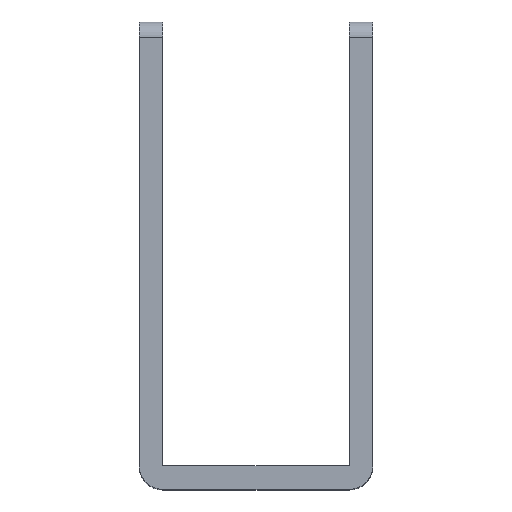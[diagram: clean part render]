
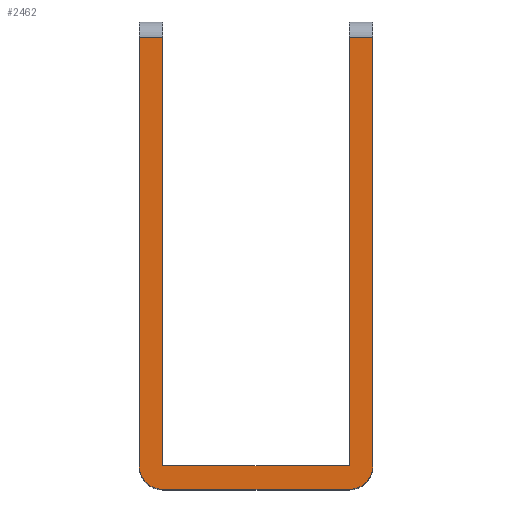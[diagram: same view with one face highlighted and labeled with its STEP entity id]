
A CAD part, top view. The second image highlights one B-rep face of the part: STEP entity #2462.
In plain terms, the highlighted planar face has unit normal (0, 0, 1).
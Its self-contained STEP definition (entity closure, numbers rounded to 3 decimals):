
#1 = LINE ( 'NONE', #1940, #1165 ) ;
#12 = CARTESIAN_POINT ( 'NONE',  ( -15., 3., 24. ) ) ;
#50 = DIRECTION ( 'NONE',  ( 0., 0., 1. ) ) ;
#101 = EDGE_CURVE ( 'NONE', #2342, #970, #2066, .T. ) ;
#132 = LINE ( 'NONE', #2161, #1819 ) ;
#274 = DIRECTION ( 'NONE',  ( 0., 1., 0. ) ) ;
#286 = AXIS2_PLACEMENT_3D ( 'NONE', #1431, #50, #1666 ) ;
#302 = CARTESIAN_POINT ( 'NONE',  ( -12., 65., 24. ) ) ;
#304 = LINE ( 'NONE', #2016, #1973 ) ;
#329 = ORIENTED_EDGE ( 'NONE', *, *, #343, .T. ) ;
#343 = EDGE_CURVE ( 'NONE', #1013, #1041, #1, .T. ) ;
#360 = ORIENTED_EDGE ( 'NONE', *, *, #1442, .T. ) ;
#431 = LINE ( 'NONE', #1879, #915 ) ;
#436 = AXIS2_PLACEMENT_3D ( 'NONE', #1811, #1374, #2831 ) ;
#438 = CARTESIAN_POINT ( 'NONE',  ( 12., 0., 24. ) ) ;
#453 = ORIENTED_EDGE ( 'NONE', *, *, #1896, .T. ) ;
#631 = EDGE_LOOP ( 'NONE', ( #1456, #1965, #1086, #1318, #2600, #2315, #2214, #329, #453, #360 ) ) ;
#642 = CARTESIAN_POINT ( 'NONE',  ( -12., 3., 24. ) ) ;
#683 = PLANE ( 'NONE',  #436 ) ;
#722 = CARTESIAN_POINT ( 'NONE',  ( 12., 58., 24. ) ) ;
#736 = CIRCLE ( 'NONE', #1102, 3. ) ;
#805 = LINE ( 'NONE', #2163, #1924 ) ;
#861 = CARTESIAN_POINT ( 'NONE',  ( -12., 3., 24. ) ) ;
#862 = DIRECTION ( 'NONE',  ( 0., -1., 0. ) ) ;
#883 = DIRECTION ( 'NONE',  ( -1., 0., 0. ) ) ;
#901 = VECTOR ( 'NONE', #1732, 1000. ) ;
#915 = VECTOR ( 'NONE', #274, 1000. ) ;
#933 = VERTEX_POINT ( 'NONE', #1142 ) ;
#937 = CARTESIAN_POINT ( 'NONE',  ( -12., 0., 24. ) ) ;
#970 = VERTEX_POINT ( 'NONE', #2024 ) ;
#1013 = VERTEX_POINT ( 'NONE', #2044 ) ;
#1041 = VERTEX_POINT ( 'NONE', #722 ) ;
#1058 = DIRECTION ( 'NONE',  ( -1., 0., 0. ) ) ;
#1086 = ORIENTED_EDGE ( 'NONE', *, *, #1778, .T. ) ;
#1096 = DIRECTION ( 'NONE',  ( -1., 0., 0. ) ) ;
#1102 = AXIS2_PLACEMENT_3D ( 'NONE', #642, #2181, #883 ) ;
#1142 = CARTESIAN_POINT ( 'NONE',  ( -15., 58., 24. ) ) ;
#1165 = VECTOR ( 'NONE', #1058, 1000. ) ;
#1282 = VERTEX_POINT ( 'NONE', #861 ) ;
#1284 = EDGE_CURVE ( 'NONE', #1962, #933, #132, .T. ) ;
#1318 = ORIENTED_EDGE ( 'NONE', *, *, #1832, .T. ) ;
#1353 = DIRECTION ( 'NONE',  ( 0., -1., 0. ) ) ;
#1374 = DIRECTION ( 'NONE',  ( 0., 0., -1. ) ) ;
#1431 = CARTESIAN_POINT ( 'NONE',  ( 12., 3., 24. ) ) ;
#1442 = EDGE_CURVE ( 'NONE', #2375, #1282, #304, .T. ) ;
#1456 = ORIENTED_EDGE ( 'NONE', *, *, #1573, .T. ) ;
#1499 = LINE ( 'NONE', #2333, #901 ) ;
#1548 = FACE_OUTER_BOUND ( 'NONE', #631, .T. ) ;
#1573 = EDGE_CURVE ( 'NONE', #1282, #1962, #2800, .T. ) ;
#1580 = CARTESIAN_POINT ( 'NONE',  ( 12., 65., 24. ) ) ;
#1615 = CARTESIAN_POINT ( 'NONE',  ( -12., 58., 24. ) ) ;
#1652 = EDGE_CURVE ( 'NONE', #2434, #2342, #1499, .T. ) ;
#1666 = DIRECTION ( 'NONE',  ( 1., 0., 0. ) ) ;
#1715 = VECTOR ( 'NONE', #1900, 1000. ) ;
#1732 = DIRECTION ( 'NONE',  ( 1., 0., 0. ) ) ;
#1778 = EDGE_CURVE ( 'NONE', #933, #1999, #805, .T. ) ;
#1811 = CARTESIAN_POINT ( 'NONE',  ( -12., 3., 24. ) ) ;
#1819 = VECTOR ( 'NONE', #1096, 1000. ) ;
#1832 = EDGE_CURVE ( 'NONE', #1999, #2434, #736, .T. ) ;
#1879 = CARTESIAN_POINT ( 'NONE',  ( 15., 3., 24. ) ) ;
#1896 = EDGE_CURVE ( 'NONE', #1041, #2375, #2327, .T. ) ;
#1900 = DIRECTION ( 'NONE',  ( 0., 1., 0. ) ) ;
#1924 = VECTOR ( 'NONE', #862, 1000. ) ;
#1940 = CARTESIAN_POINT ( 'NONE',  ( -12., 58., 24. ) ) ;
#1962 = VERTEX_POINT ( 'NONE', #1615 ) ;
#1965 = ORIENTED_EDGE ( 'NONE', *, *, #1284, .T. ) ;
#1973 = VECTOR ( 'NONE', #2466, 1000. ) ;
#1999 = VERTEX_POINT ( 'NONE', #12 ) ;
#2011 = CARTESIAN_POINT ( 'NONE',  ( 12., 3., 24. ) ) ;
#2016 = CARTESIAN_POINT ( 'NONE',  ( 12., 3., 24. ) ) ;
#2024 = CARTESIAN_POINT ( 'NONE',  ( 15., 3., 24. ) ) ;
#2044 = CARTESIAN_POINT ( 'NONE',  ( 15., 58., 24. ) ) ;
#2066 = CIRCLE ( 'NONE', #286, 3. ) ;
#2161 = CARTESIAN_POINT ( 'NONE',  ( -12., 58., 24. ) ) ;
#2163 = CARTESIAN_POINT ( 'NONE',  ( -15., 3., 24. ) ) ;
#2181 = DIRECTION ( 'NONE',  ( 0., 0., 1. ) ) ;
#2214 = ORIENTED_EDGE ( 'NONE', *, *, #2661, .T. ) ;
#2315 = ORIENTED_EDGE ( 'NONE', *, *, #101, .T. ) ;
#2327 = LINE ( 'NONE', #1580, #2748 ) ;
#2333 = CARTESIAN_POINT ( 'NONE',  ( 0., 0., 24. ) ) ;
#2342 = VERTEX_POINT ( 'NONE', #438 ) ;
#2375 = VERTEX_POINT ( 'NONE', #2011 ) ;
#2434 = VERTEX_POINT ( 'NONE', #937 ) ;
#2462 = ADVANCED_FACE ( 'NONE', ( #1548 ), #683, .F. ) ;
#2466 = DIRECTION ( 'NONE',  ( -1., 0., 0. ) ) ;
#2600 = ORIENTED_EDGE ( 'NONE', *, *, #1652, .T. ) ;
#2661 = EDGE_CURVE ( 'NONE', #970, #1013, #431, .T. ) ;
#2748 = VECTOR ( 'NONE', #1353, 1000. ) ;
#2800 = LINE ( 'NONE', #302, #1715 ) ;
#2831 = DIRECTION ( 'NONE',  ( -1., 0., 0. ) ) ;
